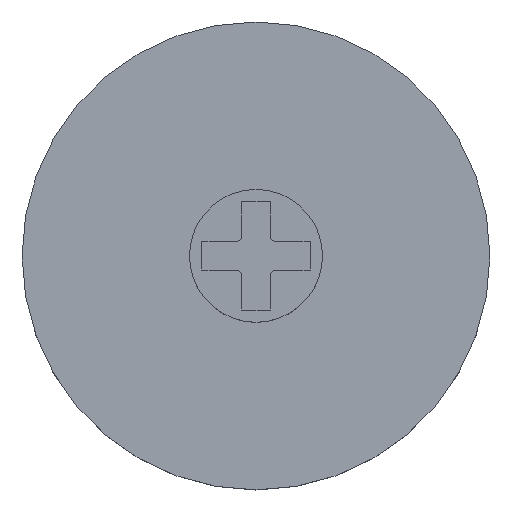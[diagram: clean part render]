
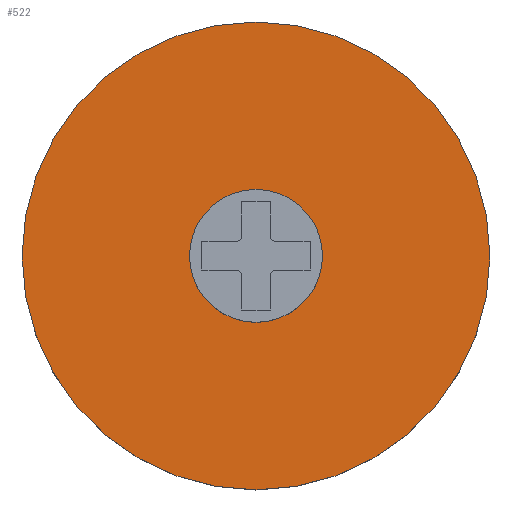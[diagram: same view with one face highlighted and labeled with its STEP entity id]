
A CAD part, top view. The second image highlights one B-rep face of the part: STEP entity #522.
In plain terms, the highlighted planar face has unit normal (0, 0, 1).
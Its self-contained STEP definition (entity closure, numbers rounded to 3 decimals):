
#20 = DIRECTION ( 'NONE',  ( 1., 0., 0. ) ) ;
#22 = ORIENTED_EDGE ( 'NONE', *, *, #320, .F. ) ;
#24 = VERTEX_POINT ( 'NONE', #404 ) ;
#44 = AXIS2_PLACEMENT_3D ( 'NONE', #244, #676, #124 ) ;
#74 = CARTESIAN_POINT ( 'NONE',  ( 0., 0., 4. ) ) ;
#92 = AXIS2_PLACEMENT_3D ( 'NONE', #74, #315, #396 ) ;
#124 = DIRECTION ( 'NONE',  ( 1., 0., 0. ) ) ;
#126 = CARTESIAN_POINT ( 'NONE',  ( -2.7, 0., 4. ) ) ;
#136 = VERTEX_POINT ( 'NONE', #429 ) ;
#162 = DIRECTION ( 'NONE',  ( 1., 0., 0. ) ) ;
#167 = ORIENTED_EDGE ( 'NONE', *, *, #176, .T. ) ;
#173 = FACE_OUTER_BOUND ( 'NONE', #652, .T. ) ;
#176 = EDGE_CURVE ( 'NONE', #136, #696, #387, .T. ) ;
#193 = ORIENTED_EDGE ( 'NONE', *, *, #579, .F. ) ;
#240 = DIRECTION ( 'NONE',  ( 0., 0., 1. ) ) ;
#243 = DIRECTION ( 'NONE',  ( 1., 0., 0. ) ) ;
#244 = CARTESIAN_POINT ( 'NONE',  ( 0., 0., 4. ) ) ;
#292 = PLANE ( 'NONE',  #376 ) ;
#297 = AXIS2_PLACEMENT_3D ( 'NONE', #647, #765, #162 ) ;
#315 = DIRECTION ( 'NONE',  ( 0., 0., 1. ) ) ;
#320 = EDGE_CURVE ( 'NONE', #24, #446, #439, .T. ) ;
#321 = EDGE_CURVE ( 'NONE', #696, #136, #542, .T. ) ;
#357 = FACE_BOUND ( 'NONE', #704, .T. ) ;
#376 = AXIS2_PLACEMENT_3D ( 'NONE', #675, #240, #243 ) ;
#387 = CIRCLE ( 'NONE', #44, 9.5 ) ;
#396 = DIRECTION ( 'NONE',  ( 1., 0., 0. ) ) ;
#404 = CARTESIAN_POINT ( 'NONE',  ( 2.7, 0., 4. ) ) ;
#429 = CARTESIAN_POINT ( 'NONE',  ( -9.5, 0., 4. ) ) ;
#439 = CIRCLE ( 'NONE', #92, 2.7 ) ;
#446 = VERTEX_POINT ( 'NONE', #126 ) ;
#447 = DIRECTION ( 'NONE',  ( 0., 0., 1. ) ) ;
#453 = CIRCLE ( 'NONE', #636, 2.7 ) ;
#522 = ADVANCED_FACE ( 'NONE', ( #357, #173 ), #292, .T. ) ;
#542 = CIRCLE ( 'NONE', #297, 9.5 ) ;
#579 = EDGE_CURVE ( 'NONE', #446, #24, #453, .T. ) ;
#630 = CARTESIAN_POINT ( 'NONE',  ( 9.5, 0., 4. ) ) ;
#636 = AXIS2_PLACEMENT_3D ( 'NONE', #756, #447, #20 ) ;
#647 = CARTESIAN_POINT ( 'NONE',  ( 0., 0., 4. ) ) ;
#652 = EDGE_LOOP ( 'NONE', ( #167, #714 ) ) ;
#675 = CARTESIAN_POINT ( 'NONE',  ( 0., 0., 4. ) ) ;
#676 = DIRECTION ( 'NONE',  ( 0., 0., 1. ) ) ;
#696 = VERTEX_POINT ( 'NONE', #630 ) ;
#704 = EDGE_LOOP ( 'NONE', ( #193, #22 ) ) ;
#714 = ORIENTED_EDGE ( 'NONE', *, *, #321, .T. ) ;
#756 = CARTESIAN_POINT ( 'NONE',  ( 0., 0., 4. ) ) ;
#765 = DIRECTION ( 'NONE',  ( 0., 0., 1. ) ) ;
